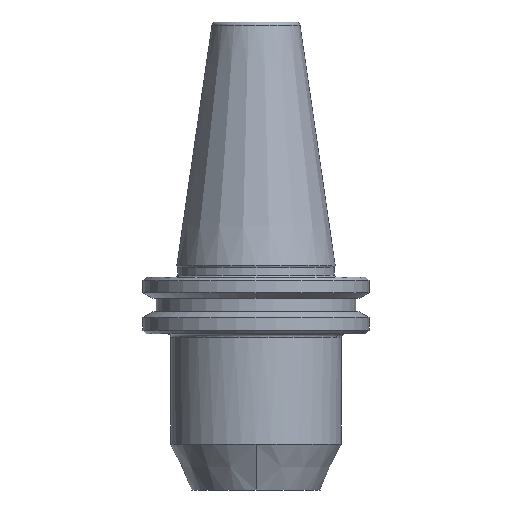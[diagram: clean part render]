
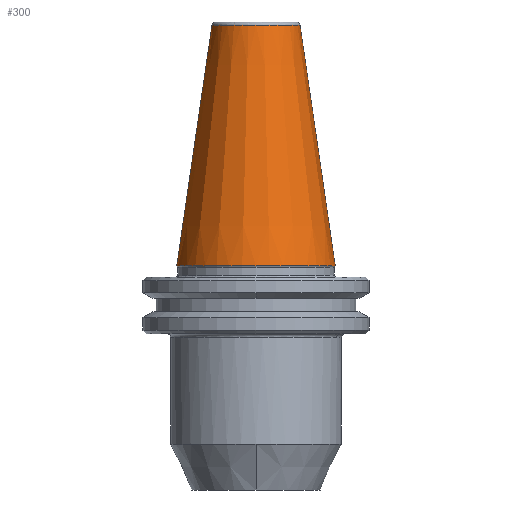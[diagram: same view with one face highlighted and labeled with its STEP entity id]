
A CAD part, front view. The second image highlights one B-rep face of the part: STEP entity #300.
In plain terms, the highlighted conical face has half-angle 8.297 degrees and reference radius 22.225 mm.
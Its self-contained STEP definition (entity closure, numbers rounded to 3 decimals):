
#6 = CARTESIAN_POINT ( 'NONE',  ( 22.225, 0., 0. ) ) ;
#12 = VERTEX_POINT ( 'NONE', #1183 ) ;
#39 = CARTESIAN_POINT ( 'NONE',  ( -22.225, 0., 0. ) ) ;
#51 = ORIENTED_EDGE ( 'NONE', *, *, #715, .F. ) ;
#78 = FACE_OUTER_BOUND ( 'NONE', #559, .T. ) ;
#81 = AXIS2_PLACEMENT_3D ( 'NONE', #772, #578, #1112 ) ;
#107 = DIRECTION ( 'NONE',  ( -1., 0., 0. ) ) ;
#160 = CARTESIAN_POINT ( 'NONE',  ( 12.375, 0., 67.544 ) ) ;
#190 = CARTESIAN_POINT ( 'NONE',  ( -22.225, 0., 0. ) ) ;
#204 = ORIENTED_EDGE ( 'NONE', *, *, #1243, .T. ) ;
#230 = CARTESIAN_POINT ( 'NONE',  ( -12.375, 0., 67.544 ) ) ;
#294 = VECTOR ( 'NONE', #991, 1000. ) ;
#300 = ADVANCED_FACE ( 'NONE', ( #78 ), #805, .T. ) ;
#330 = VERTEX_POINT ( 'NONE', #230 ) ;
#387 = AXIS2_PLACEMENT_3D ( 'NONE', #708, #918, #107 ) ;
#485 = CIRCLE ( 'NONE', #1526, 12.375 ) ;
#493 = VERTEX_POINT ( 'NONE', #160 ) ;
#559 = EDGE_LOOP ( 'NONE', ( #51, #204, #815, #1002 ) ) ;
#578 = DIRECTION ( 'NONE',  ( 0., 0., -1. ) ) ;
#584 = LINE ( 'NONE', #6, #1199 ) ;
#676 = EDGE_CURVE ( 'NONE', #1398, #12, #889, .T. ) ;
#708 = CARTESIAN_POINT ( 'NONE',  ( 0., 0., 0. ) ) ;
#715 = EDGE_CURVE ( 'NONE', #493, #12, #584, .T. ) ;
#772 = CARTESIAN_POINT ( 'NONE',  ( 0., 0., 0. ) ) ;
#805 = CONICAL_SURFACE ( 'NONE', #81, 22.225, 0.145 ) ;
#815 = ORIENTED_EDGE ( 'NONE', *, *, #1374, .T. ) ;
#842 = DIRECTION ( 'NONE',  ( 0.144, 0., -0.99 ) ) ;
#889 = CIRCLE ( 'NONE', #387, 22.225 ) ;
#893 = DIRECTION ( 'NONE',  ( 0., 0., -1. ) ) ;
#918 = DIRECTION ( 'NONE',  ( 0., 0., 1. ) ) ;
#956 = CARTESIAN_POINT ( 'NONE',  ( 0., 0., 67.544 ) ) ;
#991 = DIRECTION ( 'NONE',  ( -0.144, 0., -0.99 ) ) ;
#1002 = ORIENTED_EDGE ( 'NONE', *, *, #676, .T. ) ;
#1112 = DIRECTION ( 'NONE',  ( -1., 0., 0. ) ) ;
#1183 = CARTESIAN_POINT ( 'NONE',  ( 22.225, 0., 0. ) ) ;
#1199 = VECTOR ( 'NONE', #842, 1000. ) ;
#1239 = DIRECTION ( 'NONE',  ( -1., 0., 0. ) ) ;
#1243 = EDGE_CURVE ( 'NONE', #493, #330, #485, .T. ) ;
#1374 = EDGE_CURVE ( 'NONE', #330, #1398, #1579, .T. ) ;
#1398 = VERTEX_POINT ( 'NONE', #190 ) ;
#1526 = AXIS2_PLACEMENT_3D ( 'NONE', #956, #893, #1239 ) ;
#1579 = LINE ( 'NONE', #39, #294 ) ;
